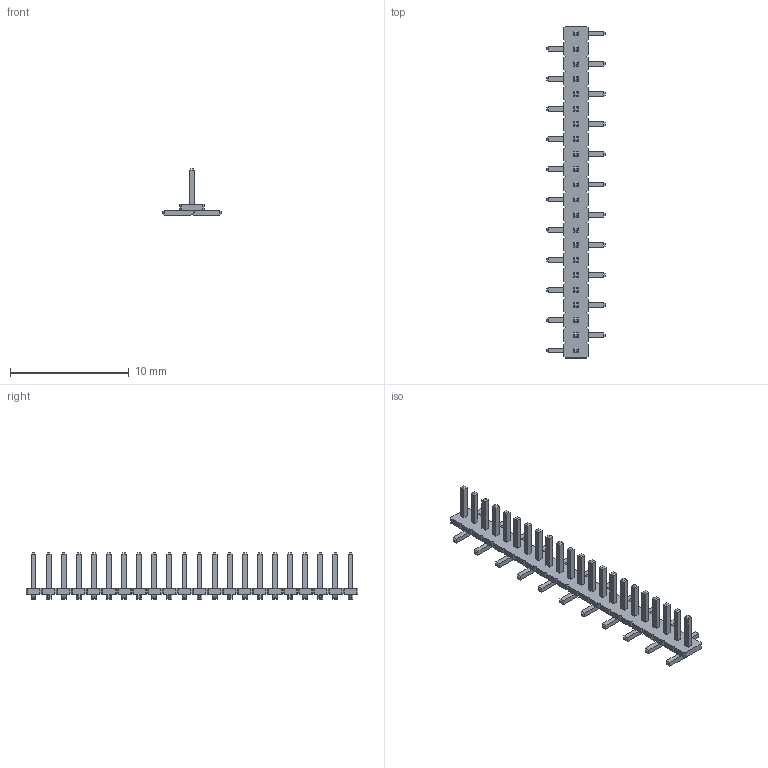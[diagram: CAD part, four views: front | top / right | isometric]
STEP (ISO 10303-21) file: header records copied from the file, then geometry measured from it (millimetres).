
FILE_DESCRIPTION(/* description */ ('model of PinHeader_1x22_P1.27mm_Vertical_SMD_Pin1Right'),/* implementation_level */ '2;1');
FILE_NAME(/* name */ 'PinHeader_1x22_P1.27mm_Vertical_SMD_Pin1Right.step',/* time_stamp */ '2017-12-02T01:48:20',/* author */ ('kicad StepUp','ksu'),/* organization */ ('FreeCAD'),/* preprocessor_version */ 'OCC',/* originating_system */ 'kicad StepUp',/* authorisation */ '');
FILE_SCHEMA(('AUTOMOTIVE_DESIGN_CC2 { 1 2 10303 214 -1 1 5 4 }'));
Length unit declared in the file: millimetre
Products named in the file (1): PinHeader_1x22_P127mm_Vertical_SMD_Pin1Right
Bounding box: 4.9 x 27.94 x 3.9 mm (x, y, z)
Volume: 48.3 mm3; surface area: 324.1 mm2
Topology: 1 solids, 1 shells, 554 faces, 1414 edges, 884 vertices
Faces by surface type: plane 532, cylinder 22
Entity records: 20085 total; most frequent: CARTESIAN_POINT 2853, ORIENTED_EDGE 2828, DIRECTION 2568, EDGE_CURVE 1414, LINE 1370, VECTOR 1370, VERTEX_POINT 884, AXIS2_PLACEMENT_3D 599
